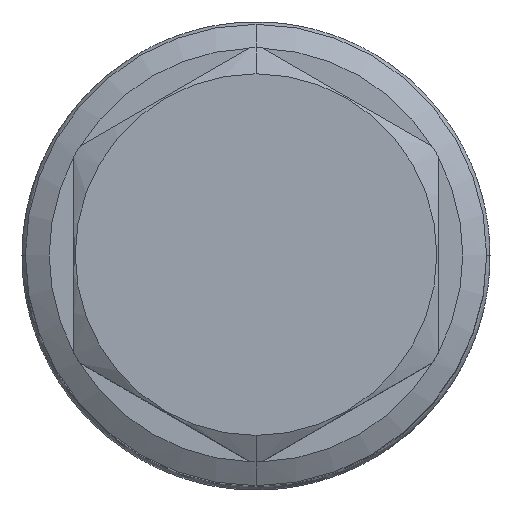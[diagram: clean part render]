
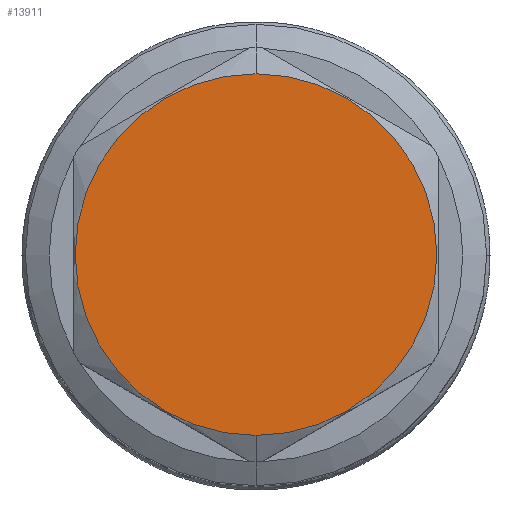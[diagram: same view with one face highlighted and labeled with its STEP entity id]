
A CAD part, top view. The second image highlights one B-rep face of the part: STEP entity #13911.
In plain terms, the highlighted planar face has unit normal (0, 0, 1).
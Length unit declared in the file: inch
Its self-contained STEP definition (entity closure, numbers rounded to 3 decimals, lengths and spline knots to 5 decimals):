
#6789=CARTESIAN_POINT('',(0.,0.,6.896));
#6790=DIRECTION('',(0.,0.,1.));
#6791=DIRECTION('',(0.,-1.,0.));
#6792=AXIS2_PLACEMENT_3D('',#6789,#6790,#6791);
#6794=CARTESIAN_POINT('',(0.,0.,6.896));
#6795=DIRECTION('',(0.,0.,1.));
#6796=DIRECTION('',(0.,1.,0.));
#6797=AXIS2_PLACEMENT_3D('',#6794,#6795,#6796);
#7472=CARTESIAN_POINT('',(0.,-0.807,6.896));
#7473=CARTESIAN_POINT('',(0.,0.807,6.896));
#7474=VERTEX_POINT('',#7472);
#7475=VERTEX_POINT('',#7473);
#13902=CARTESIAN_POINT('',(0.,0.,6.896));
#13903=DIRECTION('',(0.,0.,1.));
#13904=DIRECTION('',(0.,1.,0.));
#13905=AXIS2_PLACEMENT_3D('',#13902,#13903,#13904);
#13906=PLANE('',#13905);
#13907=ORIENTED_EDGE('',*,*,#13672,.F.);
#13908=ORIENTED_EDGE('',*,*,#13893,.F.);
#13909=EDGE_LOOP('',(#13907,#13908));
#13910=FACE_OUTER_BOUND('',#13909,.F.);
#13911=ADVANCED_FACE('',(#13910),#13906,.T.);
#6793=CIRCLE('',#6792,0.807);
#6798=CIRCLE('',#6797,0.807);
#13672=EDGE_CURVE('',#7474,#7475,#6793,.T.);
#13893=EDGE_CURVE('',#7475,#7474,#6798,.T.);
